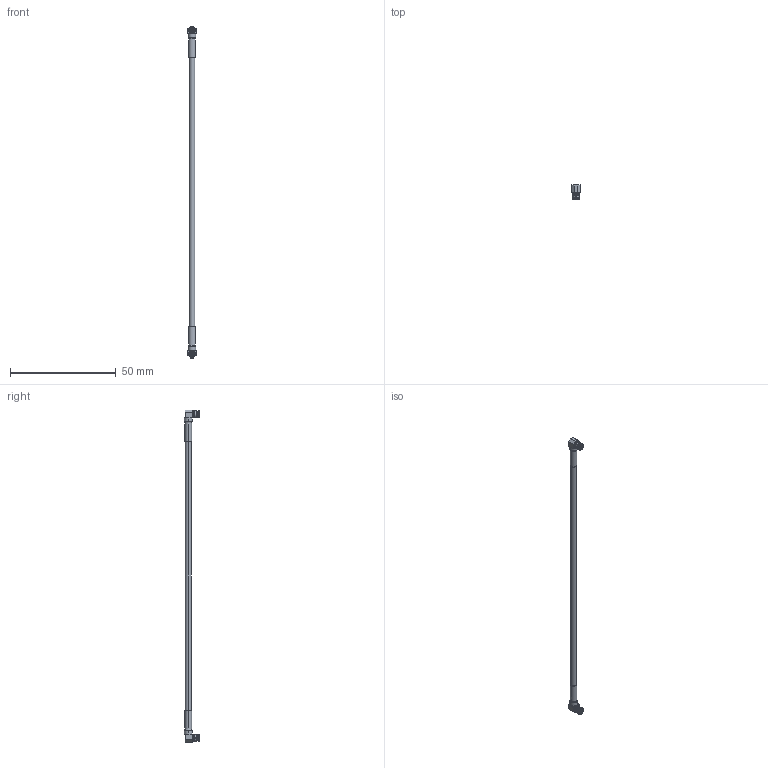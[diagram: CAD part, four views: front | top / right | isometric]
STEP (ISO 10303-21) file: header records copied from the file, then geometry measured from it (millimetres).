
FILE_DESCRIPTION (( 'STEP AP214' ), '1' );
FILE_NAME ('PE3C1584.step', '2021-11-18T19:24:49', ( '' ), ( '' ), 'SwSTEP 2.0', 'SolidWorks 2021', '' );
FILE_SCHEMA (( 'AUTOMOTIVE_DESIGN' ));
Length unit declared in the file: inch
Products named in the file (3): PE44908^PE3C1584_Heat Shrink; PE-P086^PE3C1584_PE-P086; PE3C1584
Assembly tree (3 placements, depth 2):
  PE3C1584
    PE-P086^PE3C1584_PE-P086
    PE44908^PE3C1584_Heat Shrink  x2
Bounding box: 3.96 x 7.11 x 157.06 mm (x, y, z)
Volume: 1013.4 mm3; surface area: 1648.1 mm2
Topology: 5 solids, 5 shells, 222 faces, 578 edges, 376 vertices
Faces by surface type: plane 104, cylinder 68, bspline 24, cone 22, torus 4
Entity records: 4166 total; most frequent: CARTESIAN_POINT 1331, ORIENTED_EDGE 584, DIRECTION 506, EDGE_CURVE 292, AXIS2_PLACEMENT_3D 207, VERTEX_POINT 190, EDGE_LOOP 118, ADVANCED_FACE 113
